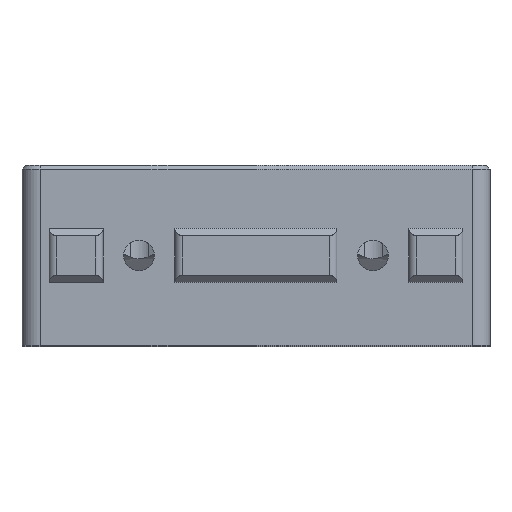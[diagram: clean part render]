
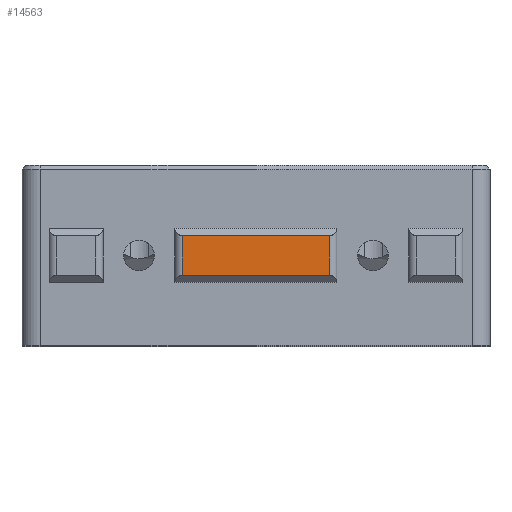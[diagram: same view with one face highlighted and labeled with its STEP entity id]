
A CAD part, top view. The second image highlights one B-rep face of the part: STEP entity #14563.
In plain terms, the highlighted planar face has unit normal (0, 0, 1).
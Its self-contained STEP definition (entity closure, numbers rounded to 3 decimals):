
#13272 = CYLINDRICAL_SURFACE('',#13273,0.79);
#13273 = AXIS2_PLACEMENT_3D('',#13274,#13275,#13276);
#13274 = CARTESIAN_POINT('',(34.21,-7.79,66.01));
#13275 = DIRECTION('',(0.,-1.,0.));
#13276 = DIRECTION('',(1.,0.,0.));
#13367 = PLANE('',#13368);
#13368 = AXIS2_PLACEMENT_3D('',#13369,#13370,#13371);
#13369 = CARTESIAN_POINT('',(17.,-7.395,66.405));
#13370 = DIRECTION('',(0.,0.707,0.707));
#13371 = DIRECTION('',(-1.,0.,0.));
#13401 = PLANE('',#13402);
#13402 = AXIS2_PLACEMENT_3D('',#13403,#13404,#13405);
#13403 = CARTESIAN_POINT('',(35.,-12.605,66.405));
#13404 = DIRECTION('',(0.,-0.707,0.707));
#13405 = DIRECTION('',(1.,0.,0.));
#13452 = CYLINDRICAL_SURFACE('',#13453,0.79);
#13453 = AXIS2_PLACEMENT_3D('',#13454,#13455,#13456);
#13454 = CARTESIAN_POINT('',(17.79,-7.79,66.01));
#13455 = DIRECTION('',(0.,-1.,0.));
#13456 = DIRECTION('',(-1.,0.,0.));
#14104 = VERTEX_POINT('',#14105);
#14105 = CARTESIAN_POINT('',(34.21,-7.79,66.8));
#14134 = EDGE_CURVE('',#14104,#14135,#14137,.T.);
#14135 = VERTEX_POINT('',#14136);
#14136 = CARTESIAN_POINT('',(34.21,-12.21,66.8));
#14137 = SURFACE_CURVE('',#14138,(#14142,#14149),.PCURVE_S1.);
#14138 = LINE('',#14139,#14140);
#14139 = CARTESIAN_POINT('',(34.21,-7.79,66.8));
#14140 = VECTOR('',#14141,1.);
#14141 = DIRECTION('',(0.,-1.,0.));
#14142 = PCURVE('',#13272,#14143);
#14143 = DEFINITIONAL_REPRESENTATION('',(#14144),#14148);
#14144 = LINE('',#14145,#14146);
#14145 = CARTESIAN_POINT('',(1.571,0.));
#14146 = VECTOR('',#14147,1.);
#14147 = DIRECTION('',(0.,1.));
#14148 = ( GEOMETRIC_REPRESENTATION_CONTEXT(2) 
PARAMETRIC_REPRESENTATION_CONTEXT() REPRESENTATION_CONTEXT('2D SPACE',''
  ) );
#14149 = PCURVE('',#14150,#14155);
#14150 = PLANE('',#14151);
#14151 = AXIS2_PLACEMENT_3D('',#14152,#14153,#14154);
#14152 = CARTESIAN_POINT('',(26.,-10.,66.8));
#14153 = DIRECTION('',(0.,0.,1.));
#14154 = DIRECTION('',(0.,1.,0.));
#14155 = DEFINITIONAL_REPRESENTATION('',(#14156),#14160);
#14156 = LINE('',#14157,#14158);
#14157 = CARTESIAN_POINT('',(2.21,-8.21));
#14158 = VECTOR('',#14159,1.);
#14159 = DIRECTION('',(-1.,-0.));
#14160 = ( GEOMETRIC_REPRESENTATION_CONTEXT(2) 
PARAMETRIC_REPRESENTATION_CONTEXT() REPRESENTATION_CONTEXT('2D SPACE',''
  ) );
#14191 = EDGE_CURVE('',#14192,#14104,#14194,.T.);
#14192 = VERTEX_POINT('',#14193);
#14193 = CARTESIAN_POINT('',(17.79,-7.79,66.8));
#14194 = SURFACE_CURVE('',#14195,(#14199,#14206),.PCURVE_S1.);
#14195 = LINE('',#14196,#14197);
#14196 = CARTESIAN_POINT('',(17.,-7.79,66.8));
#14197 = VECTOR('',#14198,1.);
#14198 = DIRECTION('',(1.,0.,0.));
#14199 = PCURVE('',#13367,#14200);
#14200 = DEFINITIONAL_REPRESENTATION('',(#14201),#14205);
#14201 = LINE('',#14202,#14203);
#14202 = CARTESIAN_POINT('',(0.,0.559));
#14203 = VECTOR('',#14204,1.);
#14204 = DIRECTION('',(-1.,0.));
#14205 = ( GEOMETRIC_REPRESENTATION_CONTEXT(2) 
PARAMETRIC_REPRESENTATION_CONTEXT() REPRESENTATION_CONTEXT('2D SPACE',''
  ) );
#14206 = PCURVE('',#14150,#14207);
#14207 = DEFINITIONAL_REPRESENTATION('',(#14208),#14212);
#14208 = LINE('',#14209,#14210);
#14209 = CARTESIAN_POINT('',(2.21,9.));
#14210 = VECTOR('',#14211,1.);
#14211 = DIRECTION('',(0.,-1.));
#14212 = ( GEOMETRIC_REPRESENTATION_CONTEXT(2) 
PARAMETRIC_REPRESENTATION_CONTEXT() REPRESENTATION_CONTEXT('2D SPACE',''
  ) );
#14244 = EDGE_CURVE('',#14135,#14245,#14247,.T.);
#14245 = VERTEX_POINT('',#14246);
#14246 = CARTESIAN_POINT('',(17.79,-12.21,66.8));
#14247 = SURFACE_CURVE('',#14248,(#14252,#14259),.PCURVE_S1.);
#14248 = LINE('',#14249,#14250);
#14249 = CARTESIAN_POINT('',(35.,-12.21,66.8));
#14250 = VECTOR('',#14251,1.);
#14251 = DIRECTION('',(-1.,0.,0.));
#14252 = PCURVE('',#13401,#14253);
#14253 = DEFINITIONAL_REPRESENTATION('',(#14254),#14258);
#14254 = LINE('',#14255,#14256);
#14255 = CARTESIAN_POINT('',(0.,0.559));
#14256 = VECTOR('',#14257,1.);
#14257 = DIRECTION('',(-1.,0.));
#14258 = ( GEOMETRIC_REPRESENTATION_CONTEXT(2) 
PARAMETRIC_REPRESENTATION_CONTEXT() REPRESENTATION_CONTEXT('2D SPACE',''
  ) );
#14259 = PCURVE('',#14150,#14260);
#14260 = DEFINITIONAL_REPRESENTATION('',(#14261),#14265);
#14261 = LINE('',#14262,#14263);
#14262 = CARTESIAN_POINT('',(-2.21,-9.));
#14263 = VECTOR('',#14264,1.);
#14264 = DIRECTION('',(0.,1.));
#14265 = ( GEOMETRIC_REPRESENTATION_CONTEXT(2) 
PARAMETRIC_REPRESENTATION_CONTEXT() REPRESENTATION_CONTEXT('2D SPACE',''
  ) );
#14302 = EDGE_CURVE('',#14192,#14245,#14303,.T.);
#14303 = SURFACE_CURVE('',#14304,(#14308,#14315),.PCURVE_S1.);
#14304 = LINE('',#14305,#14306);
#14305 = CARTESIAN_POINT('',(17.79,-7.79,66.8));
#14306 = VECTOR('',#14307,1.);
#14307 = DIRECTION('',(0.,-1.,0.));
#14308 = PCURVE('',#13452,#14309);
#14309 = DEFINITIONAL_REPRESENTATION('',(#14310),#14314);
#14310 = LINE('',#14311,#14312);
#14311 = CARTESIAN_POINT('',(-1.571,0.));
#14312 = VECTOR('',#14313,1.);
#14313 = DIRECTION('',(-0.,1.));
#14314 = ( GEOMETRIC_REPRESENTATION_CONTEXT(2) 
PARAMETRIC_REPRESENTATION_CONTEXT() REPRESENTATION_CONTEXT('2D SPACE',''
  ) );
#14315 = PCURVE('',#14150,#14316);
#14316 = DEFINITIONAL_REPRESENTATION('',(#14317),#14321);
#14317 = LINE('',#14318,#14319);
#14318 = CARTESIAN_POINT('',(2.21,8.21));
#14319 = VECTOR('',#14320,1.);
#14320 = DIRECTION('',(-1.,-0.));
#14321 = ( GEOMETRIC_REPRESENTATION_CONTEXT(2) 
PARAMETRIC_REPRESENTATION_CONTEXT() REPRESENTATION_CONTEXT('2D SPACE',''
  ) );
#14563 = ADVANCED_FACE('',(#14564),#14150,.T.);
#14564 = FACE_BOUND('',#14565,.T.);
#14565 = EDGE_LOOP('',(#14566,#14567,#14568,#14569));
#14566 = ORIENTED_EDGE('',*,*,#14191,.F.);
#14567 = ORIENTED_EDGE('',*,*,#14302,.T.);
#14568 = ORIENTED_EDGE('',*,*,#14244,.F.);
#14569 = ORIENTED_EDGE('',*,*,#14134,.F.);
